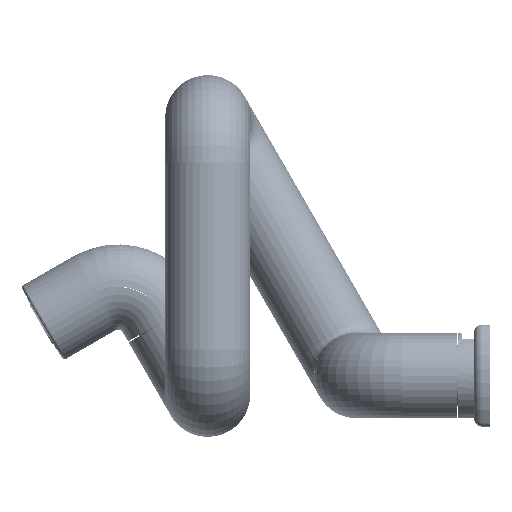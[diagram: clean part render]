
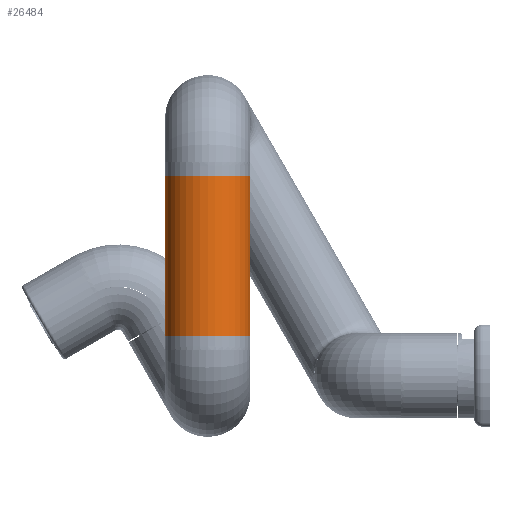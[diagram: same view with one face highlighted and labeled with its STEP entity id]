
A CAD part, left-side view. The second image highlights one B-rep face of the part: STEP entity #26484.
In plain terms, the highlighted cylindrical face has radius 40 mm (diameter 80 mm), a partial arc.
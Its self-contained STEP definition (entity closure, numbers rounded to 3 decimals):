
#186 = CARTESIAN_POINT ( 'NONE',  ( 0., 150., 0. ) ) ;
#371 = AXIS2_PLACEMENT_3D ( 'NONE', #33750, #10728, #5238 ) ;
#412 = VECTOR ( 'NONE', #14462, 1000. ) ;
#896 = EDGE_CURVE ( 'NONE', #33696, #13151, #13932, .T. ) ;
#3834 = CARTESIAN_POINT ( 'NONE',  ( 0., 150., -40. ) ) ;
#5238 = DIRECTION ( 'NONE',  ( 0., 0., 1. ) ) ;
#5649 = CARTESIAN_POINT ( 'NONE',  ( 0., 0., 40. ) ) ;
#6553 = CARTESIAN_POINT ( 'NONE',  ( 0., 150., -40. ) ) ;
#9539 = EDGE_LOOP ( 'NONE', ( #20812, #15986, #21792, #22489 ) ) ;
#9701 = DIRECTION ( 'NONE',  ( 0., -1., 0. ) ) ;
#10344 = VERTEX_POINT ( 'NONE', #23042 ) ;
#10367 = CARTESIAN_POINT ( 'NONE',  ( 0., 150., 40. ) ) ;
#10697 = DIRECTION ( 'NONE',  ( 0., -1., 0. ) ) ;
#10728 = DIRECTION ( 'NONE',  ( 0., 1., 0. ) ) ;
#13151 = VERTEX_POINT ( 'NONE', #5649 ) ;
#13265 = FACE_OUTER_BOUND ( 'NONE', #9539, .T. ) ;
#13932 = CIRCLE ( 'NONE', #24891, 40. ) ;
#14462 = DIRECTION ( 'NONE',  ( 0., -1., 0. ) ) ;
#15986 = ORIENTED_EDGE ( 'NONE', *, *, #18221, .F. ) ;
#16682 = CARTESIAN_POINT ( 'NONE',  ( 0., 0., 0. ) ) ;
#17010 = VECTOR ( 'NONE', #9701, 1000. ) ;
#18221 = EDGE_CURVE ( 'NONE', #21343, #10344, #31560, .T. ) ;
#19157 = AXIS2_PLACEMENT_3D ( 'NONE', #186, #10697, #21169 ) ;
#20812 = ORIENTED_EDGE ( 'NONE', *, *, #28980, .F. ) ;
#21169 = DIRECTION ( 'NONE',  ( 0., 0., -1. ) ) ;
#21343 = VERTEX_POINT ( 'NONE', #3834 ) ;
#21792 = ORIENTED_EDGE ( 'NONE', *, *, #25393, .T. ) ;
#22489 = ORIENTED_EDGE ( 'NONE', *, *, #896, .T. ) ;
#22854 = LINE ( 'NONE', #6553, #412 ) ;
#23042 = CARTESIAN_POINT ( 'NONE',  ( 0., 150., 40. ) ) ;
#23735 = CYLINDRICAL_SURFACE ( 'NONE', #19157, 40. ) ;
#24736 = DIRECTION ( 'NONE',  ( 0., 1., 0. ) ) ;
#24891 = AXIS2_PLACEMENT_3D ( 'NONE', #16682, #24736, #30220 ) ;
#25393 = EDGE_CURVE ( 'NONE', #21343, #33696, #22854, .T. ) ;
#26484 = ADVANCED_FACE ( 'NONE', ( #13265 ), #23735, .T. ) ;
#28980 = EDGE_CURVE ( 'NONE', #10344, #13151, #33893, .T. ) ;
#30220 = DIRECTION ( 'NONE',  ( 0., 0., 1. ) ) ;
#31188 = CARTESIAN_POINT ( 'NONE',  ( 0., 0., -40. ) ) ;
#31560 = CIRCLE ( 'NONE', #371, 40. ) ;
#33696 = VERTEX_POINT ( 'NONE', #31188 ) ;
#33750 = CARTESIAN_POINT ( 'NONE',  ( 0., 150., 0. ) ) ;
#33893 = LINE ( 'NONE', #10367, #17010 ) ;
